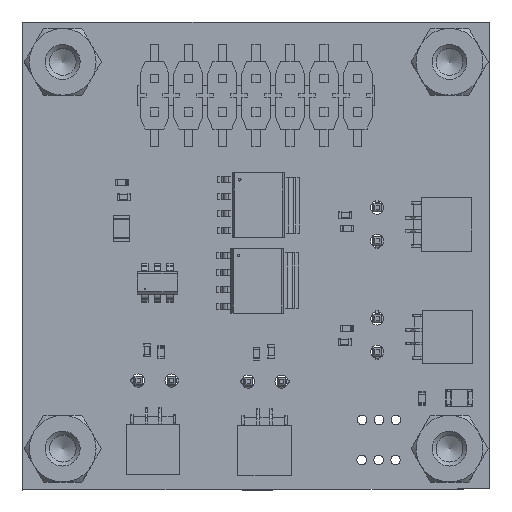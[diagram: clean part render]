
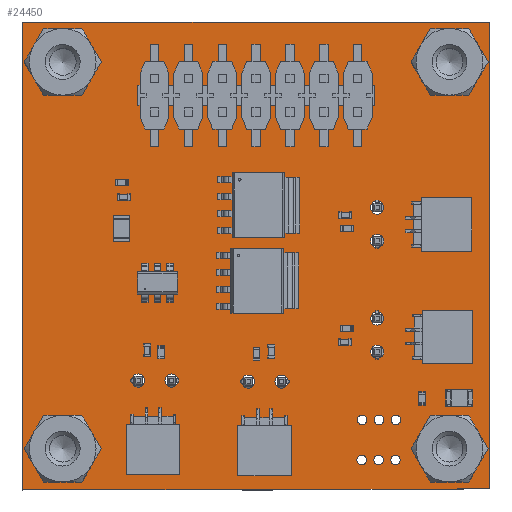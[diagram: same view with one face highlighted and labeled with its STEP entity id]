
A CAD part, top view. The second image highlights one B-rep face of the part: STEP entity #24450.
In plain terms, the highlighted planar face has unit normal (0, 0, 1).
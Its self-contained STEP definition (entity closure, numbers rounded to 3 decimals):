
#121=FACE_BOUND('',#3357,.T.);
#122=FACE_BOUND('',#3358,.T.);
#123=FACE_BOUND('',#3359,.T.);
#124=FACE_BOUND('',#3360,.T.);
#125=FACE_BOUND('',#3361,.T.);
#126=FACE_BOUND('',#3362,.T.);
#127=FACE_BOUND('',#3363,.T.);
#128=FACE_BOUND('',#3364,.T.);
#129=FACE_BOUND('',#3365,.T.);
#130=FACE_BOUND('',#3366,.T.);
#131=FACE_BOUND('',#3367,.T.);
#132=FACE_BOUND('',#3368,.T.);
#133=FACE_BOUND('',#3369,.T.);
#134=FACE_BOUND('',#3370,.T.);
#135=FACE_BOUND('',#3371,.T.);
#136=FACE_BOUND('',#3372,.T.);
#137=FACE_BOUND('',#3373,.T.);
#138=FACE_BOUND('',#3374,.T.);
#819=CIRCLE('',#29483,1.35);
#820=CIRCLE('',#29484,0.495);
#821=CIRCLE('',#29485,0.495);
#822=CIRCLE('',#29486,0.495);
#823=CIRCLE('',#29487,0.495);
#824=CIRCLE('',#29488,0.356);
#825=CIRCLE('',#29489,0.356);
#826=CIRCLE('',#29490,0.356);
#827=CIRCLE('',#29491,0.356);
#828=CIRCLE('',#29492,0.356);
#829=CIRCLE('',#29493,1.35);
#830=CIRCLE('',#29494,0.356);
#831=CIRCLE('',#29495,0.495);
#832=CIRCLE('',#29496,0.495);
#833=CIRCLE('',#29497,1.35);
#834=CIRCLE('',#29498,0.495);
#835=CIRCLE('',#29499,0.495);
#836=CIRCLE('',#29500,1.35);
#2055=FACE_OUTER_BOUND('',#3356,.T.);
#3356=EDGE_LOOP('',(#21913,#21914,#21915,#21916,#21917,#21918,#21919));
#3357=EDGE_LOOP('',(#21920));
#3358=EDGE_LOOP('',(#21921));
#3359=EDGE_LOOP('',(#21922));
#3360=EDGE_LOOP('',(#21923));
#3361=EDGE_LOOP('',(#21924));
#3362=EDGE_LOOP('',(#21925));
#3363=EDGE_LOOP('',(#21926));
#3364=EDGE_LOOP('',(#21927));
#3365=EDGE_LOOP('',(#21928));
#3366=EDGE_LOOP('',(#21929));
#3367=EDGE_LOOP('',(#21930));
#3368=EDGE_LOOP('',(#21931));
#3369=EDGE_LOOP('',(#21932));
#3370=EDGE_LOOP('',(#21933));
#3371=EDGE_LOOP('',(#21934));
#3372=EDGE_LOOP('',(#21935));
#3373=EDGE_LOOP('',(#21936));
#3374=EDGE_LOOP('',(#21937));
#6348=LINE('',#43878,#9338);
#6354=LINE('',#43891,#9344);
#6356=LINE('',#43895,#9346);
#6363=LINE('',#43944,#9353);
#6364=LINE('',#43945,#9354);
#6365=LINE('',#43947,#9355);
#6366=LINE('',#43948,#9356);
#9338=VECTOR('',#36353,10.);
#9344=VECTOR('',#36361,10.);
#9346=VECTOR('',#36365,1.);
#9353=VECTOR('',#36412,1.);
#9354=VECTOR('',#36413,1.);
#9355=VECTOR('',#36414,1.);
#9356=VECTOR('',#36415,1.);
#11608=VERTEX_POINT('',#43876);
#11609=VERTEX_POINT('',#43877);
#11614=VERTEX_POINT('',#43888);
#11615=VERTEX_POINT('',#43890);
#11616=VERTEX_POINT('',#43894);
#11638=VERTEX_POINT('',#43943);
#11639=VERTEX_POINT('',#43946);
#11640=VERTEX_POINT('',#43949);
#11641=VERTEX_POINT('',#43951);
#11642=VERTEX_POINT('',#43953);
#11643=VERTEX_POINT('',#43955);
#11644=VERTEX_POINT('',#43957);
#11645=VERTEX_POINT('',#43959);
#11646=VERTEX_POINT('',#43961);
#11647=VERTEX_POINT('',#43963);
#11648=VERTEX_POINT('',#43965);
#11649=VERTEX_POINT('',#43967);
#11650=VERTEX_POINT('',#43969);
#11651=VERTEX_POINT('',#43971);
#11652=VERTEX_POINT('',#43973);
#11653=VERTEX_POINT('',#43975);
#11654=VERTEX_POINT('',#43977);
#11655=VERTEX_POINT('',#43979);
#11656=VERTEX_POINT('',#43981);
#11657=VERTEX_POINT('',#43983);
#15039=EDGE_CURVE('',#11608,#11609,#6348,.T.);
#15045=EDGE_CURVE('',#11615,#11614,#6354,.T.);
#15047=EDGE_CURVE('',#11608,#11616,#6356,.T.);
#15072=EDGE_CURVE('',#11638,#11609,#6363,.T.);
#15073=EDGE_CURVE('',#11615,#11638,#6364,.T.);
#15074=EDGE_CURVE('',#11639,#11614,#6365,.T.);
#15075=EDGE_CURVE('',#11616,#11639,#6366,.T.);
#15076=EDGE_CURVE('',#11640,#11640,#819,.T.);
#15077=EDGE_CURVE('',#11641,#11641,#820,.T.);
#15078=EDGE_CURVE('',#11642,#11642,#821,.T.);
#15079=EDGE_CURVE('',#11643,#11643,#822,.T.);
#15080=EDGE_CURVE('',#11644,#11644,#823,.T.);
#15081=EDGE_CURVE('',#11645,#11645,#824,.T.);
#15082=EDGE_CURVE('',#11646,#11646,#825,.T.);
#15083=EDGE_CURVE('',#11647,#11647,#826,.T.);
#15084=EDGE_CURVE('',#11648,#11648,#827,.T.);
#15085=EDGE_CURVE('',#11649,#11649,#828,.T.);
#15086=EDGE_CURVE('',#11650,#11650,#829,.T.);
#15087=EDGE_CURVE('',#11651,#11651,#830,.T.);
#15088=EDGE_CURVE('',#11652,#11652,#831,.T.);
#15089=EDGE_CURVE('',#11653,#11653,#832,.T.);
#15090=EDGE_CURVE('',#11654,#11654,#833,.T.);
#15091=EDGE_CURVE('',#11655,#11655,#834,.T.);
#15092=EDGE_CURVE('',#11656,#11656,#835,.T.);
#15093=EDGE_CURVE('',#11657,#11657,#836,.T.);
#21913=ORIENTED_EDGE('',*,*,#15039,.T.);
#21914=ORIENTED_EDGE('',*,*,#15072,.F.);
#21915=ORIENTED_EDGE('',*,*,#15073,.F.);
#21916=ORIENTED_EDGE('',*,*,#15045,.T.);
#21917=ORIENTED_EDGE('',*,*,#15074,.F.);
#21918=ORIENTED_EDGE('',*,*,#15075,.F.);
#21919=ORIENTED_EDGE('',*,*,#15047,.F.);
#21920=ORIENTED_EDGE('',*,*,#15076,.T.);
#21921=ORIENTED_EDGE('',*,*,#15077,.T.);
#21922=ORIENTED_EDGE('',*,*,#15078,.T.);
#21923=ORIENTED_EDGE('',*,*,#15079,.T.);
#21924=ORIENTED_EDGE('',*,*,#15080,.T.);
#21925=ORIENTED_EDGE('',*,*,#15081,.T.);
#21926=ORIENTED_EDGE('',*,*,#15082,.T.);
#21927=ORIENTED_EDGE('',*,*,#15083,.T.);
#21928=ORIENTED_EDGE('',*,*,#15084,.T.);
#21929=ORIENTED_EDGE('',*,*,#15085,.T.);
#21930=ORIENTED_EDGE('',*,*,#15086,.T.);
#21931=ORIENTED_EDGE('',*,*,#15087,.T.);
#21932=ORIENTED_EDGE('',*,*,#15088,.T.);
#21933=ORIENTED_EDGE('',*,*,#15089,.T.);
#21934=ORIENTED_EDGE('',*,*,#15090,.T.);
#21935=ORIENTED_EDGE('',*,*,#15091,.T.);
#21936=ORIENTED_EDGE('',*,*,#15092,.T.);
#21937=ORIENTED_EDGE('',*,*,#15093,.T.);
#23034=PLANE('',#29482);
#24450=ADVANCED_FACE('',(#2055,#121,#122,#123,#124,#125,#126,#127,#128,
#129,#130,#131,#132,#133,#134,#135,#136,#137,#138),#23034,.T.);
#29482=AXIS2_PLACEMENT_3D('',#43942,#36410,#36411);
#29483=AXIS2_PLACEMENT_3D('',#43950,#36416,#36417);
#29484=AXIS2_PLACEMENT_3D('',#43952,#36418,#36419);
#29485=AXIS2_PLACEMENT_3D('',#43954,#36420,#36421);
#29486=AXIS2_PLACEMENT_3D('',#43956,#36422,#36423);
#29487=AXIS2_PLACEMENT_3D('',#43958,#36424,#36425);
#29488=AXIS2_PLACEMENT_3D('',#43960,#36426,#36427);
#29489=AXIS2_PLACEMENT_3D('',#43962,#36428,#36429);
#29490=AXIS2_PLACEMENT_3D('',#43964,#36430,#36431);
#29491=AXIS2_PLACEMENT_3D('',#43966,#36432,#36433);
#29492=AXIS2_PLACEMENT_3D('',#43968,#36434,#36435);
#29493=AXIS2_PLACEMENT_3D('',#43970,#36436,#36437);
#29494=AXIS2_PLACEMENT_3D('',#43972,#36438,#36439);
#29495=AXIS2_PLACEMENT_3D('',#43974,#36440,#36441);
#29496=AXIS2_PLACEMENT_3D('',#43976,#36442,#36443);
#29497=AXIS2_PLACEMENT_3D('',#43978,#36444,#36445);
#29498=AXIS2_PLACEMENT_3D('',#43980,#36446,#36447);
#29499=AXIS2_PLACEMENT_3D('',#43982,#36448,#36449);
#29500=AXIS2_PLACEMENT_3D('',#43984,#36450,#36451);
#36353=DIRECTION('',(1.,0.,0.));
#36361=DIRECTION('',(-1.,0.,0.));
#36365=DIRECTION('',(-0.011,1.,0.));
#36410=DIRECTION('center_axis',(0.,0.,1.));
#36411=DIRECTION('ref_axis',(1.,0.,0.));
#36412=DIRECTION('',(-1.,-0.005,0.));
#36413=DIRECTION('',(0.,-1.,0.));
#36414=DIRECTION('',(0.,1.,0.));
#36415=DIRECTION('',(-1.,-0.001,0.));
#36416=DIRECTION('center_axis',(0.,0.,-1.));
#36417=DIRECTION('ref_axis',(0.,-1.,0.));
#36418=DIRECTION('center_axis',(0.,0.,-1.));
#36419=DIRECTION('ref_axis',(0.,-1.,0.));
#36420=DIRECTION('center_axis',(0.,0.,-1.));
#36421=DIRECTION('ref_axis',(0.,-1.,0.));
#36422=DIRECTION('center_axis',(0.,0.,-1.));
#36423=DIRECTION('ref_axis',(0.,-1.,0.));
#36424=DIRECTION('center_axis',(0.,0.,-1.));
#36425=DIRECTION('ref_axis',(0.,-1.,0.));
#36426=DIRECTION('center_axis',(0.,0.,-1.));
#36427=DIRECTION('ref_axis',(0.,-1.,0.));
#36428=DIRECTION('center_axis',(0.,0.,-1.));
#36429=DIRECTION('ref_axis',(0.,-1.,0.));
#36430=DIRECTION('center_axis',(0.,0.,-1.));
#36431=DIRECTION('ref_axis',(0.,-1.,0.));
#36432=DIRECTION('center_axis',(0.,0.,-1.));
#36433=DIRECTION('ref_axis',(0.,-1.,0.));
#36434=DIRECTION('center_axis',(0.,0.,-1.));
#36435=DIRECTION('ref_axis',(0.,-1.,0.));
#36436=DIRECTION('center_axis',(0.,0.,-1.));
#36437=DIRECTION('ref_axis',(0.,-1.,0.));
#36438=DIRECTION('center_axis',(0.,0.,-1.));
#36439=DIRECTION('ref_axis',(0.,-1.,0.));
#36440=DIRECTION('center_axis',(0.,0.,-1.));
#36441=DIRECTION('ref_axis',(0.,-1.,0.));
#36442=DIRECTION('center_axis',(0.,0.,-1.));
#36443=DIRECTION('ref_axis',(0.,-1.,0.));
#36444=DIRECTION('center_axis',(0.,0.,-1.));
#36445=DIRECTION('ref_axis',(0.,-1.,0.));
#36446=DIRECTION('center_axis',(0.,0.,-1.));
#36447=DIRECTION('ref_axis',(0.,-1.,0.));
#36448=DIRECTION('center_axis',(0.,0.,-1.));
#36449=DIRECTION('ref_axis',(0.,-1.,0.));
#36450=DIRECTION('center_axis',(0.,0.,-1.));
#36451=DIRECTION('ref_axis',(0.,-1.,0.));
#43876=CARTESIAN_POINT('',(73.48,-102.3,1.6));
#43877=CARTESIAN_POINT('',(75.75,-102.3,1.6));
#43878=CARTESIAN_POINT('',(46.009,-102.3,1.6));
#43888=CARTESIAN_POINT('',(57.017,-67.215,1.6));
#43890=CARTESIAN_POINT('',(92.017,-67.215,1.6));
#43891=CARTESIAN_POINT('',(28.5,-67.215,1.6));
#43894=CARTESIAN_POINT('',(73.48,-102.28,1.6));
#43895=CARTESIAN_POINT('',(73.5,-104.05,1.6));
#43942=CARTESIAN_POINT('Origin',(0.,0.,1.6));
#43943=CARTESIAN_POINT('',(92.017,-102.215,1.6));
#43944=CARTESIAN_POINT('',(92.017,-102.215,1.6));
#43945=CARTESIAN_POINT('',(92.017,-67.215,1.6));
#43946=CARTESIAN_POINT('',(57.,-102.3,1.6));
#43947=CARTESIAN_POINT('',(57.,-102.3,1.6));
#43948=CARTESIAN_POINT('',(73.48,-102.28,1.6));
#43949=CARTESIAN_POINT('',(60.017,-97.865,1.6));
#43950=CARTESIAN_POINT('Origin',(60.017,-99.215,1.6));
#43951=CARTESIAN_POINT('',(65.674,-93.603,1.6));
#43952=CARTESIAN_POINT('Origin',(65.674,-94.098,1.6));
#43953=CARTESIAN_POINT('',(68.174,-93.603,1.6));
#43954=CARTESIAN_POINT('Origin',(68.174,-94.098,1.6));
#43955=CARTESIAN_POINT('',(73.926,-93.681,1.6));
#43956=CARTESIAN_POINT('Origin',(73.926,-94.176,1.6));
#43957=CARTESIAN_POINT('',(76.426,-93.681,1.6));
#43958=CARTESIAN_POINT('Origin',(76.426,-94.176,1.6));
#43959=CARTESIAN_POINT('',(82.43,-99.694,1.6));
#43960=CARTESIAN_POINT('Origin',(82.43,-100.05,1.6));
#43961=CARTESIAN_POINT('',(83.7,-99.694,1.6));
#43962=CARTESIAN_POINT('Origin',(83.7,-100.05,1.6));
#43963=CARTESIAN_POINT('',(82.46,-96.694,1.6));
#43964=CARTESIAN_POINT('Origin',(82.46,-97.05,1.6));
#43965=CARTESIAN_POINT('',(83.73,-96.694,1.6));
#43966=CARTESIAN_POINT('Origin',(83.73,-97.05,1.6));
#43967=CARTESIAN_POINT('',(84.97,-99.694,1.6));
#43968=CARTESIAN_POINT('Origin',(84.97,-100.05,1.6));
#43969=CARTESIAN_POINT('',(89.017,-97.865,1.6));
#43970=CARTESIAN_POINT('Origin',(89.017,-99.215,1.6));
#43971=CARTESIAN_POINT('',(85.,-96.694,1.6));
#43972=CARTESIAN_POINT('Origin',(85.,-97.05,1.6));
#43973=CARTESIAN_POINT('',(83.597,-91.443,1.6));
#43974=CARTESIAN_POINT('Origin',(83.597,-91.938,1.6));
#43975=CARTESIAN_POINT('',(83.597,-88.943,1.6));
#43976=CARTESIAN_POINT('Origin',(83.597,-89.438,1.6));
#43977=CARTESIAN_POINT('',(60.017,-68.865,1.6));
#43978=CARTESIAN_POINT('Origin',(60.017,-70.215,1.6));
#43979=CARTESIAN_POINT('',(83.594,-83.13,1.6));
#43980=CARTESIAN_POINT('Origin',(83.594,-83.625,1.6));
#43981=CARTESIAN_POINT('',(83.594,-80.63,1.6));
#43982=CARTESIAN_POINT('Origin',(83.594,-81.125,1.6));
#43983=CARTESIAN_POINT('',(89.017,-68.865,1.6));
#43984=CARTESIAN_POINT('Origin',(89.017,-70.215,1.6));
